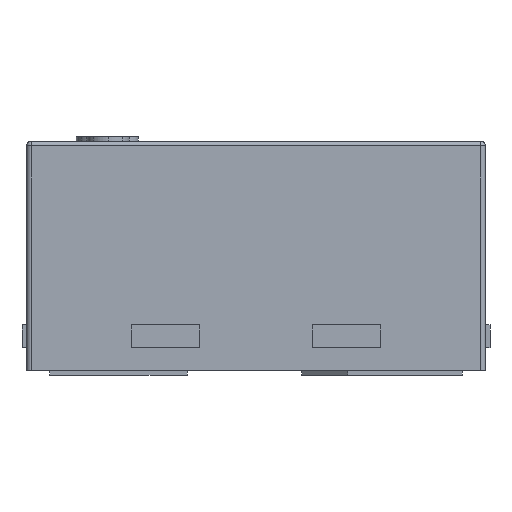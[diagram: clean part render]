
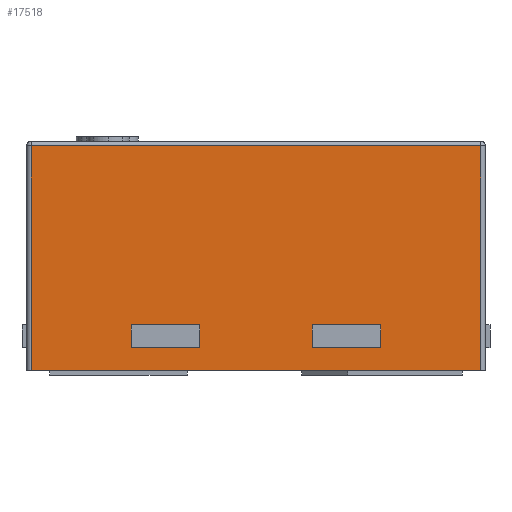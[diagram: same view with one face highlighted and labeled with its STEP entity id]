
A CAD part, left-side view. The second image highlights one B-rep face of the part: STEP entity #17518.
In plain terms, the highlighted planar face has unit normal (-1, 0, 0).
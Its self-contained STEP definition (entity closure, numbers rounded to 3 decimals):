
#157 = ORIENTED_EDGE ( 'NONE', *, *, #15535, .F. ) ;
#433 = CARTESIAN_POINT ( 'NONE',  ( -0.725, 0.272, 0.1 ) ) ;
#567 = DIRECTION ( 'NONE',  ( 0., 1., 0. ) ) ;
#656 = CARTESIAN_POINT ( 'NONE',  ( -0.725, -0.272, 0.1 ) ) ;
#703 = DIRECTION ( 'NONE',  ( 0., 1., 0. ) ) ;
#729 = VERTEX_POINT ( 'NONE', #16461 ) ;
#836 = LINE ( 'NONE', #18488, #6878 ) ;
#849 = DIRECTION ( 'NONE',  ( 0., -1., 0. ) ) ;
#1307 = CARTESIAN_POINT ( 'NONE',  ( -0.725, 0.122, 0.1 ) ) ;
#1385 = EDGE_CURVE ( 'NONE', #11389, #3213, #13606, .T. ) ;
#1455 = CARTESIAN_POINT ( 'NONE',  ( -0.725, -0.272, 0.1 ) ) ;
#1624 = CARTESIAN_POINT ( 'NONE',  ( -0.725, -0.49, 0.49 ) ) ;
#1958 = VERTEX_POINT ( 'NONE', #7701 ) ;
#2028 = VECTOR ( 'NONE', #849, 1000. ) ;
#2529 = VECTOR ( 'NONE', #703, 1000. ) ;
#3108 = LINE ( 'NONE', #14447, #11489 ) ;
#3114 = ORIENTED_EDGE ( 'NONE', *, *, #8087, .T. ) ;
#3127 = VECTOR ( 'NONE', #15622, 1000. ) ;
#3213 = VERTEX_POINT ( 'NONE', #1455 ) ;
#3220 = DIRECTION ( 'NONE',  ( 0., 0., -1. ) ) ;
#3373 = ORIENTED_EDGE ( 'NONE', *, *, #13708, .F. ) ;
#4094 = ORIENTED_EDGE ( 'NONE', *, *, #10188, .T. ) ;
#4218 = DIRECTION ( 'NONE',  ( 0., 0., -1. ) ) ;
#4258 = VERTEX_POINT ( 'NONE', #6642 ) ;
#4402 = VERTEX_POINT ( 'NONE', #17605 ) ;
#4546 = CARTESIAN_POINT ( 'NONE',  ( -0.725, -0.49, 0. ) ) ;
#4602 = ORIENTED_EDGE ( 'NONE', *, *, #10324, .F. ) ;
#4664 = VECTOR ( 'NONE', #16597, 1000. ) ;
#5055 = ORIENTED_EDGE ( 'NONE', *, *, #16848, .F. ) ;
#5067 = CARTESIAN_POINT ( 'NONE',  ( -0.725, 0.122, 0.05 ) ) ;
#5254 = DIRECTION ( 'NONE',  ( 0., 0., 1. ) ) ;
#5640 = VECTOR ( 'NONE', #16151, 1000. ) ;
#5673 = LINE ( 'NONE', #18365, #3127 ) ;
#5680 = ORIENTED_EDGE ( 'NONE', *, *, #11086, .T. ) ;
#5740 = DIRECTION ( 'NONE',  ( 0., -1., 0. ) ) ;
#5839 = ORIENTED_EDGE ( 'NONE', *, *, #11500, .F. ) ;
#6025 = LINE ( 'NONE', #11806, #5640 ) ;
#6240 = EDGE_LOOP ( 'NONE', ( #3373, #157, #7444, #18474 ) ) ;
#6331 = CARTESIAN_POINT ( 'NONE',  ( -0.725, 0.272, 0.1 ) ) ;
#6579 = CARTESIAN_POINT ( 'NONE',  ( -0.725, -0.122, 0.1 ) ) ;
#6580 = CARTESIAN_POINT ( 'NONE',  ( -0.725, 0.272, 0.05 ) ) ;
#6642 = CARTESIAN_POINT ( 'NONE',  ( -0.725, 0.122, 0.1 ) ) ;
#6732 = VERTEX_POINT ( 'NONE', #1624 ) ;
#6878 = VECTOR ( 'NONE', #4218, 1000. ) ;
#6980 = FACE_BOUND ( 'NONE', #6240, .T. ) ;
#7082 = FACE_OUTER_BOUND ( 'NONE', #12724, .T. ) ;
#7207 = VECTOR ( 'NONE', #3220, 1000. ) ;
#7444 = ORIENTED_EDGE ( 'NONE', *, *, #9481, .F. ) ;
#7580 = LINE ( 'NONE', #13654, #2529 ) ;
#7701 = CARTESIAN_POINT ( 'NONE',  ( -0.725, -0.122, 0.05 ) ) ;
#7757 = CARTESIAN_POINT ( 'NONE',  ( -0.725, 0.49, 0.49 ) ) ;
#7916 = VERTEX_POINT ( 'NONE', #433 ) ;
#8087 = EDGE_CURVE ( 'NONE', #6732, #18496, #5673, .T. ) ;
#8886 = LINE ( 'NONE', #6331, #17823 ) ;
#8924 = DIRECTION ( 'NONE',  ( 0., 1., 0. ) ) ;
#9383 = LINE ( 'NONE', #6580, #4664 ) ;
#9481 = EDGE_CURVE ( 'NONE', #4258, #7916, #3108, .T. ) ;
#9727 = EDGE_LOOP ( 'NONE', ( #5055, #11783, #4602, #5839 ) ) ;
#9735 = VECTOR ( 'NONE', #10639, 1000. ) ;
#10179 = LINE ( 'NONE', #15594, #15732 ) ;
#10188 = EDGE_CURVE ( 'NONE', #18496, #4402, #16147, .T. ) ;
#10324 = EDGE_CURVE ( 'NONE', #1958, #11389, #10655, .T. ) ;
#10639 = DIRECTION ( 'NONE',  ( 0., 0., 1. ) ) ;
#10655 = LINE ( 'NONE', #18041, #2028 ) ;
#11086 = EDGE_CURVE ( 'NONE', #11841, #6732, #6025, .T. ) ;
#11389 = VERTEX_POINT ( 'NONE', #12050 ) ;
#11417 = VERTEX_POINT ( 'NONE', #5067 ) ;
#11489 = VECTOR ( 'NONE', #8924, 1000. ) ;
#11500 = EDGE_CURVE ( 'NONE', #15757, #1958, #836, .T. ) ;
#11515 = VECTOR ( 'NONE', #5254, 1000. ) ;
#11783 = ORIENTED_EDGE ( 'NONE', *, *, #1385, .F. ) ;
#11806 = CARTESIAN_POINT ( 'NONE',  ( -0.725, -0.49, 0.5 ) ) ;
#11841 = VERTEX_POINT ( 'NONE', #4546 ) ;
#11897 = CARTESIAN_POINT ( 'NONE',  ( -0.725, 0.49, 0.5 ) ) ;
#12050 = CARTESIAN_POINT ( 'NONE',  ( -0.725, -0.272, 0.05 ) ) ;
#12107 = DIRECTION ( 'NONE',  ( 0., 0., -1. ) ) ;
#12724 = EDGE_LOOP ( 'NONE', ( #3114, #4094, #15299, #5680 ) ) ;
#12751 = PLANE ( 'NONE',  #14234 ) ;
#13519 = DIRECTION ( 'NONE',  ( 1., 0., 0. ) ) ;
#13606 = LINE ( 'NONE', #656, #9735 ) ;
#13654 = CARTESIAN_POINT ( 'NONE',  ( -0.725, -0.272, 0.1 ) ) ;
#13708 = EDGE_CURVE ( 'NONE', #729, #11417, #9383, .T. ) ;
#13976 = LINE ( 'NONE', #1307, #11515 ) ;
#14234 = AXIS2_PLACEMENT_3D ( 'NONE', #14735, #13519, #567 ) ;
#14447 = CARTESIAN_POINT ( 'NONE',  ( -0.725, 0.272, 0.1 ) ) ;
#14735 = CARTESIAN_POINT ( 'NONE',  ( -0.725, 0.5, 0.5 ) ) ;
#15299 = ORIENTED_EDGE ( 'NONE', *, *, #17487, .T. ) ;
#15535 = EDGE_CURVE ( 'NONE', #7916, #729, #8886, .T. ) ;
#15594 = CARTESIAN_POINT ( 'NONE',  ( -0.725, 0.5, 0. ) ) ;
#15622 = DIRECTION ( 'NONE',  ( 0., 1., 0. ) ) ;
#15732 = VECTOR ( 'NONE', #5740, 1000. ) ;
#15757 = VERTEX_POINT ( 'NONE', #6579 ) ;
#15785 = FACE_BOUND ( 'NONE', #9727, .T. ) ;
#15823 = EDGE_CURVE ( 'NONE', #11417, #4258, #13976, .T. ) ;
#16147 = LINE ( 'NONE', #11897, #7207 ) ;
#16151 = DIRECTION ( 'NONE',  ( 0., 0., 1. ) ) ;
#16461 = CARTESIAN_POINT ( 'NONE',  ( -0.725, 0.272, 0.05 ) ) ;
#16597 = DIRECTION ( 'NONE',  ( 0., -1., 0. ) ) ;
#16848 = EDGE_CURVE ( 'NONE', #3213, #15757, #7580, .T. ) ;
#17487 = EDGE_CURVE ( 'NONE', #4402, #11841, #10179, .T. ) ;
#17518 = ADVANCED_FACE ( 'NONE', ( #6980, #7082, #15785 ), #12751, .F. ) ;
#17605 = CARTESIAN_POINT ( 'NONE',  ( -0.725, 0.49, 0. ) ) ;
#17823 = VECTOR ( 'NONE', #12107, 1000. ) ;
#18041 = CARTESIAN_POINT ( 'NONE',  ( -0.725, -0.272, 0.05 ) ) ;
#18365 = CARTESIAN_POINT ( 'NONE',  ( -0.725, 0.5, 0.49 ) ) ;
#18474 = ORIENTED_EDGE ( 'NONE', *, *, #15823, .F. ) ;
#18488 = CARTESIAN_POINT ( 'NONE',  ( -0.725, -0.122, 0.1 ) ) ;
#18496 = VERTEX_POINT ( 'NONE', #7757 ) ;
